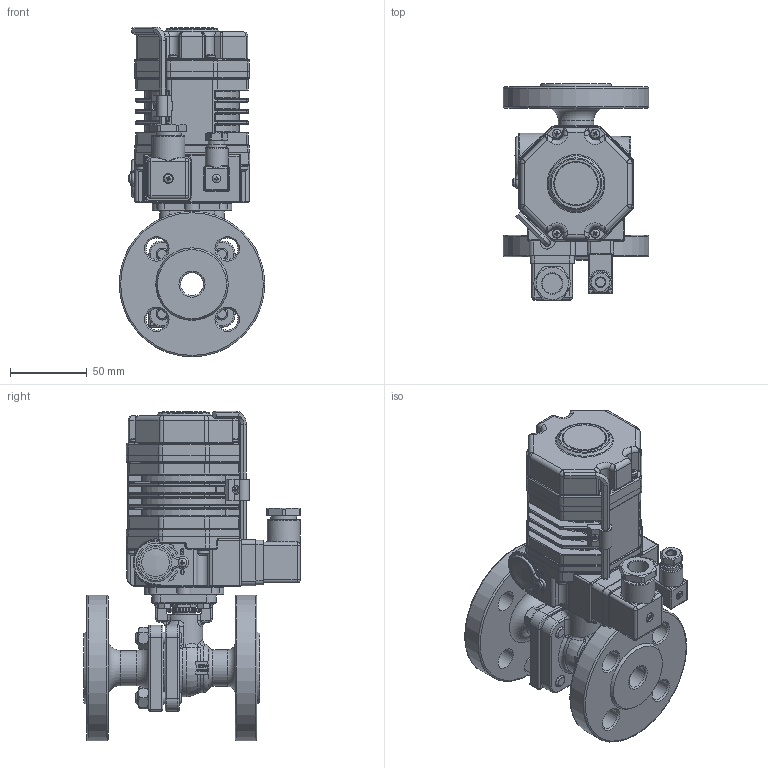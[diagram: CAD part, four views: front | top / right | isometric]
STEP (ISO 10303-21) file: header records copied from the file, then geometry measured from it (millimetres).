
FILE_DESCRIPTION(/* description */ ('Unknown'),/* implementation_level */ '2;1');
FILE_NAME(/* name */ 'AE01_02 0921-04',/* time_stamp */ '2022-11-15T12:59:05+01:00',/* author */ ('Unknown'),/* organization */ ('Unknown'),/* preprocessor_version */ 'ST-DEVELOPER v16.7',/* originating_system */ 'Solid Edge',/* authorisation */ 'Unknown');
FILE_SCHEMA (('AUTOMOTIVE_DESIGN {1 0 10303 214 3 1 1}'));
Products named in the file (30): AE20BO-8.200.015; DIN558 M5x16; KV-L6N-DN15;     MSBR; AE01_AE02_(AE20_23); BQ02-011-2 喘謫眊; 狟粣創杶; 驱动轴; BQ02-036 忒梟裔; 躇猾祧菜; 52.5萇儂褲; BQ02萇ァ裔B; 躇猾菜; 售忒釱; 售忒; 滅阨諉芛-d; 滅阨諉芛-2; 坋趼蹟隊M4X16; 坋趼蹟隊M4X16_GB_CROSS_SCREWS_TYPE1 M4X12-12  H type-N; 粟菜 4_GB_FASTENER_WASHER_SSWL 4; す菜 4_GB_FASTENER_WASHER_PWSA 4; 坋趼蹟隊M3X14; 坋趼蹟隊M3X14_GB_CROSS_SCREWS_TYPE1 M3X14-14  H type-N; 粟菜 3_GB_FASTENER_WASHER_SSWL 3; す菜 3_GB_FASTENER_WASHER_PWSA 3; 坋趼蹟隊M3X8_GB_CROSS_SCREWS_TYPE1 M3X14-14  H type-N; 坋趼蹟隊M3X6_GB_CROSS_SCREWS_TYPE1 M3X14-14  H type-N; 硌尨攫; 硌渀; BQ02硌尨敦B
Assembly tree (42 placements, depth 4):
  AE20BO-8.200.015
    DIN558 M5x16  x4
    KV-L6N-DN15
          MSBR
    AE01_AE02_(AE20_23)
      BQ02-011-2 喘謫眊
      狟粣創杶
      驱动轴
      BQ02-036 忒梟裔
      躇猾祧菜
      52.5萇儂褲
      BQ02萇ァ裔B
      躇猾菜
      售忒釱
      售忒
      滅阨諉芛-d
      滅阨諉芛-2
      坋趼蹟隊M4X16  x4
        坋趼蹟隊M4X16_GB_CROSS_SCREWS_TYPE1 M4X12-12  H type-N
        粟菜 4_GB_FASTENER_WASHER_SSWL 4
        す菜 4_GB_FASTENER_WASHER_PWSA 4
      坋趼蹟隊M3X14  x4
        坋趼蹟隊M3X14_GB_CROSS_SCREWS_TYPE1 M3X14-14  H type-N
        粟菜 3_GB_FASTENER_WASHER_SSWL 3
        す菜 3_GB_FASTENER_WASHER_PWSA 3
      坋趼蹟隊M3X8_GB_CROSS_SCREWS_TYPE1 M3X14-14  H type-N  x4
      坋趼蹟隊M3X6_GB_CROSS_SCREWS_TYPE1 M3X14-14  H type-N  x2
      硌尨攫
      硌渀
      BQ02硌尨敦B
Bounding box: 95.01 x 141.55 x 215.16 mm (x, y, z)
Volume: 509868.5 mm3; surface area: 206761.9 mm2
Topology: 50 solids, 50 shells, 3235 faces, 7972 edges, 4869 vertices
Faces by surface type: plane 1210, cylinder 1133, torus 366, bspline 307, cone 130, sphere 89
Full cylindrical faces by diameter (mm): 2.5 x21, 3 x11, 3.102 x1, 3.2 x5, 3.3 x16, 3.4 x4, 3.5 x16, 4 x7, 4.2 x8, 4.3 x4, 4.4 x4, 4.5 x4, 4.7 x2, 5 x12, 5.4 x4, 5.5 x1, 5.6 x10, 6 x7, 6.5 x1, 6.8 x4, 8 x20, 10.9 x1, 11 x2, 12.5 x1, 13 x3, 14 x8, 15 x2, 15.5 x1, 16 x3, 16.8 x1
Entity records: 106839 total; most frequent: CARTESIAN_POINT 27273, DIRECTION 13925, ORIENTED_EDGE 13524, EDGE_CURVE 6762, AXIS2_PLACEMENT_3D 5413, VERTEX_POINT 4332, FACE_BOUND 3482, EDGE_LOOP 3441
